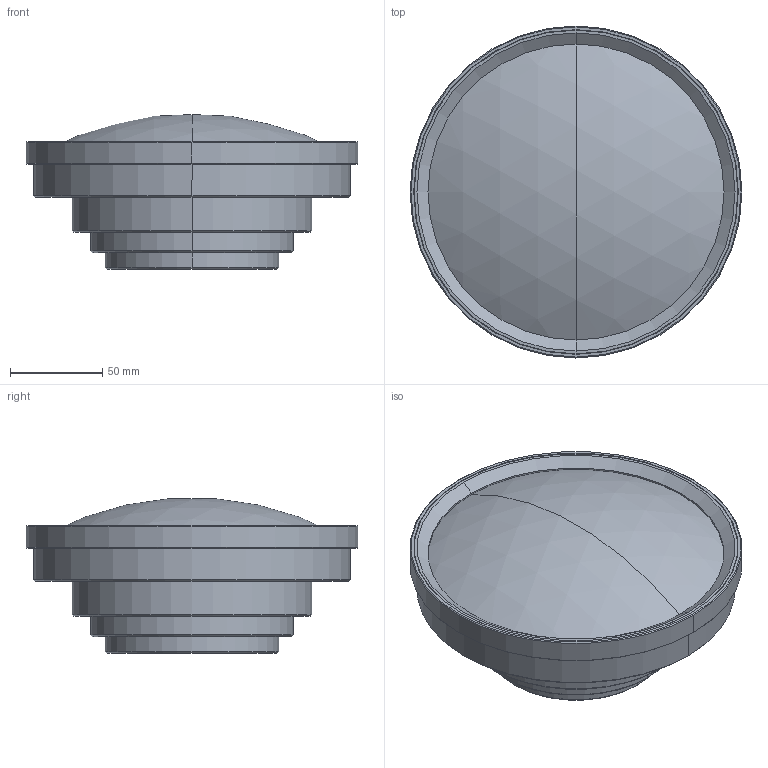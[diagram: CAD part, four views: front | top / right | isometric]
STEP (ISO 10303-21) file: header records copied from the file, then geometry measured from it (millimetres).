
FILE_DESCRIPTION (( 'STEP AP203' ), '1' );
FILE_NAME ('630016.STEP', '2021-06-03T01:59:35', ( '' ), ( '' ), 'SwSTEP 2.0', 'SolidWorks 2020', '' );
FILE_SCHEMA (( 'CONFIG_CONTROL_DESIGN' ));
Length unit declared in the file: millimetre
Products named in the file (1): 630016
Bounding box: 180 x 180 x 83.89 mm (x, y, z)
Volume: 1241046.1 mm3; surface area: 83246.1 mm2
Topology: 1 solids, 1 shells, 41 faces, 78 edges, 46 vertices
Faces by surface type: cone 16, cylinder 14, plane 7, sphere 4
Entity records: 1113 total; most frequent: DIRECTION 210, CARTESIAN_POINT 166, ORIENTED_EDGE 156, AXIS2_PLACEMENT_3D 90, EDGE_CURVE 78, EDGE_LOOP 48, CIRCLE 48, VERTEX_POINT 46
